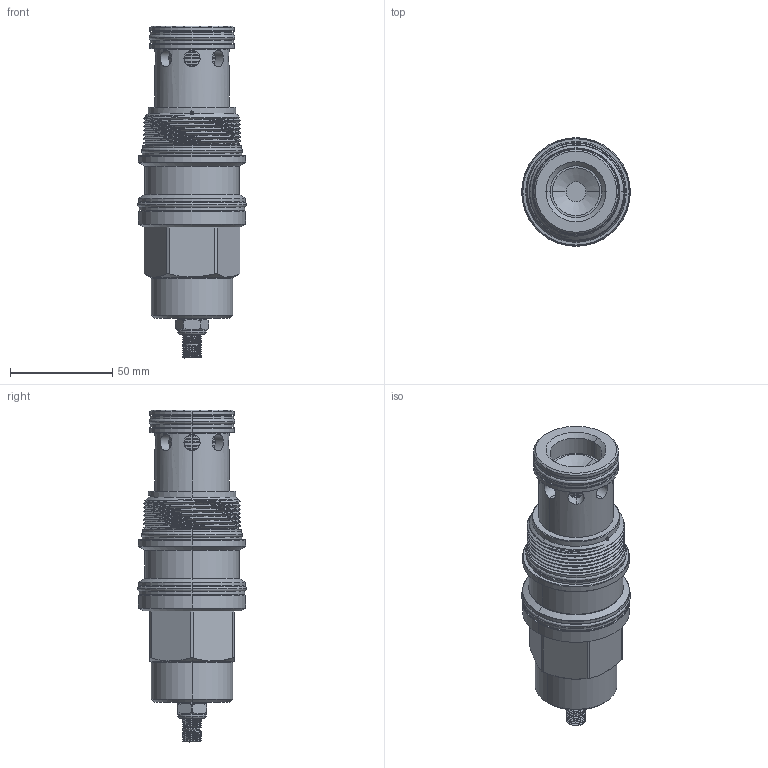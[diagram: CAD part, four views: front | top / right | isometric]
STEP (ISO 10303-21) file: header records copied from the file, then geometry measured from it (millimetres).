
FILE_DESCRIPTION (( 'STEP AP203' ), '1' );
FILE_NAME ('RV19A3B-L.STEP', '2020-03-24T06:55:57', ( '' ), ( '' ), 'SwSTEP 2.0', 'SolidWorks 2018', '' );
FILE_SCHEMA (( 'CONFIG_CONTROL_DESIGN' ));
Length unit declared in the file: millimetre
Products named in the file (1): RV19A3B-L
Bounding box: 53.11 x 53.11 x 162.43 mm (x, y, z)
Volume: 204986.9 mm3; surface area: 37169.7 mm2
Topology: 7 solids, 7 shells, 410 faces, 1071 edges, 624 vertices
Faces by surface type: cylinder 231, plane 69, torus 64, cone 37, bspline 9
Entity records: 21533 total; most frequent: CARTESIAN_POINT 11720, ORIENTED_EDGE 2138, DIRECTION 2046, EDGE_CURVE 1069, AXIS2_PLACEMENT_3D 911, VERTEX_POINT 624, CIRCLE 509, EDGE_LOOP 451
